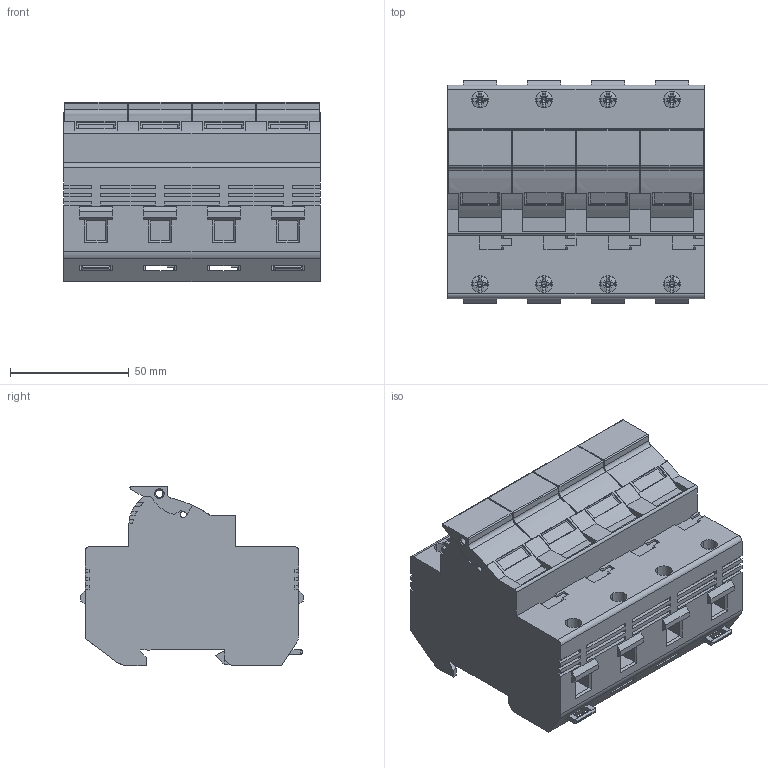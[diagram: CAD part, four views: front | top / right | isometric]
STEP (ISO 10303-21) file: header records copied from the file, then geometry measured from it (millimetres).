
FILE_DESCRIPTION((''),'2;1');
FILE_NAME('EFD14_3PN_LOGO','2019-05-07T',('Marketing.praksa'),('Audax d.o.o.'),'CREO PARAMETRIC BY PTC INC, 2017480','CREO PARAMETRIC BY PTC INC, 2017480','');
FILE_SCHEMA(('CONFIG_CONTROL_DESIGN'));
Length unit declared in the file: millimetre
Products named in the file (1): EFD14_3PN_LOGO
Bounding box: 108 x 94 x 75.8 mm (x, y, z)
Volume: 508874.9 mm3; surface area: 64857.5 mm2
Topology: 1 solids, 1 shells, 1324 faces, 3909 edges, 2601 vertices
Faces by surface type: plane 1087, cylinder 157, cone 64, sphere 16
Entity records: 44536 total; most frequent: CARTESIAN_POINT 9170, ORIENTED_EDGE 7786, DIRECTION 6841, EDGE_CURVE 3893, VECTOR 2899, LINE 2899, VERTEX_POINT 2601, AXIS2_PLACEMENT_3D 1971
